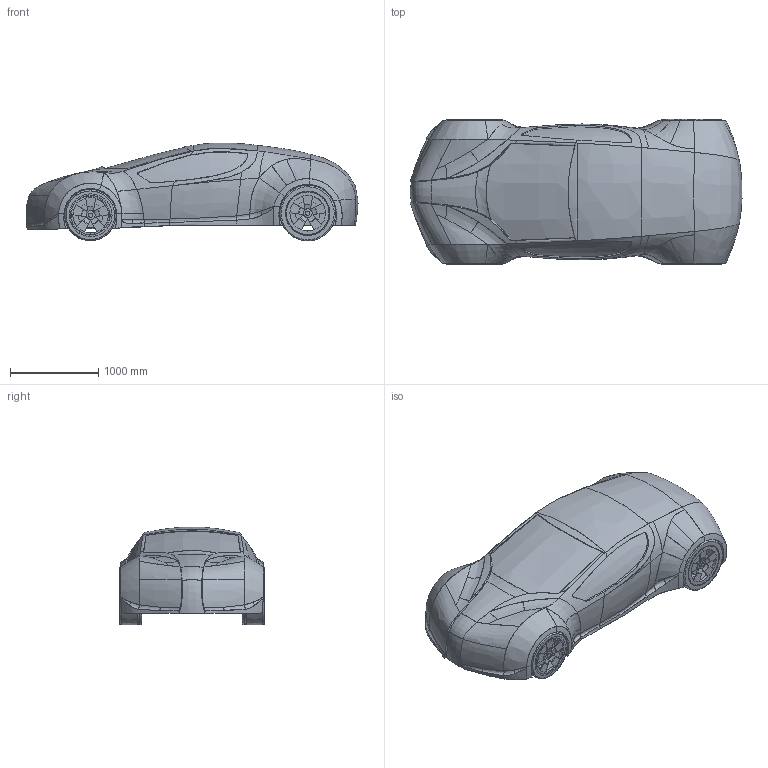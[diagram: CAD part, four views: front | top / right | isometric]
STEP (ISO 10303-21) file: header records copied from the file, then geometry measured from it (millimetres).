
FILE_DESCRIPTION((''),'2;1');
FILE_NAME('Concept Car.stp','2013-01-31T13:42:27',('abacher'),(''),'Autodesk Inventor 2013','Autodesk Inventor 2013','');
FILE_SCHEMA(('AUTOMOTIVE_DESIGN { 1 0 10303 214 1 1 1 1 }'));
Length unit declared in the file: millimetre
Products named in the file (1): Konzeptfahrzeug
Bounding box: 3770.54 x 1648.14 x 1112.41 mm (x, y, z)
Volume: 14668497.8 mm3; surface area: 22605850.8 mm2
Topology: 4 solids, 198 shells, 374 faces, 1369 edges, 1141 vertices
Faces by surface type: bspline 190, cone 80, plane 68, torus 20, cylinder 16
Full cylindrical faces by diameter (mm): 101.6 x4, 279.4 x4, 403.82 x4, 485.1 x4
Entity records: 32757 total; most frequent: CARTESIAN_POINT 22817, ORIENTED_EDGE 1813, EDGE_CURVE 1337, VERTEX_POINT 1129, DIRECTION 934, B_SPLINE_CURVE_WITH_KNOTS 687, EDGE_LOOP 406, AXIS2_PLACEMENT_3D 385
